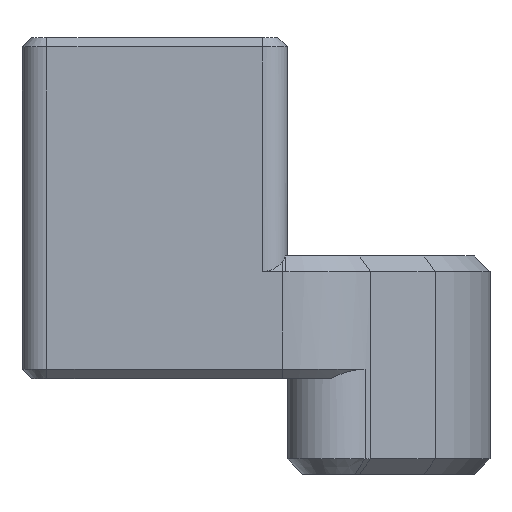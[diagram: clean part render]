
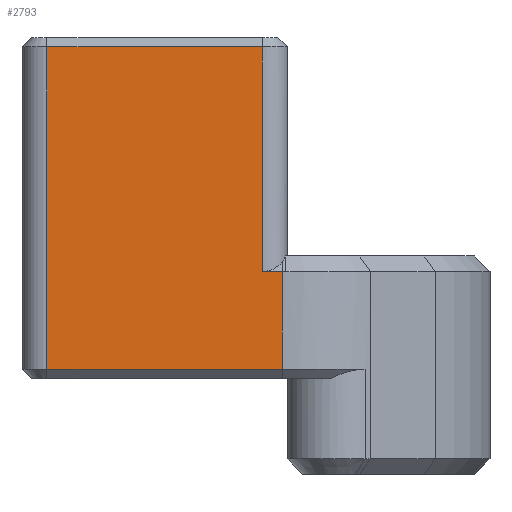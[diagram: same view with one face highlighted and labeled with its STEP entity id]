
A CAD part, left-side view. The second image highlights one B-rep face of the part: STEP entity #2793.
In plain terms, the highlighted planar face has unit normal (-1, 0, 0).
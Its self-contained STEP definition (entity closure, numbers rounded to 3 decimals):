
#314=FACE_OUTER_BOUND('',#492,.T.);
#492=EDGE_LOOP('',(#2091,#2092,#2093,#2094,#2095,#2096));
#670=LINE('',#4347,#940);
#721=LINE('',#4498,#991);
#722=LINE('',#4502,#992);
#723=LINE('',#4504,#993);
#724=LINE('',#4506,#994);
#725=LINE('',#4507,#995);
#940=VECTOR('',#3431,10.);
#991=VECTOR('',#3562,10.);
#992=VECTOR('',#3567,10.);
#993=VECTOR('',#3568,10.);
#994=VECTOR('',#3569,10.);
#995=VECTOR('',#3570,10.);
#1241=VERTEX_POINT('',#4341);
#1242=VERTEX_POINT('',#4345);
#1284=VERTEX_POINT('',#4497);
#1285=VERTEX_POINT('',#4501);
#1286=VERTEX_POINT('',#4503);
#1287=VERTEX_POINT('',#4505);
#1508=EDGE_CURVE('',#1241,#1242,#670,.T.);
#1577=EDGE_CURVE('',#1242,#1284,#721,.T.);
#1579=EDGE_CURVE('',#1241,#1285,#722,.T.);
#1580=EDGE_CURVE('',#1286,#1285,#723,.T.);
#1581=EDGE_CURVE('',#1287,#1286,#724,.T.);
#1582=EDGE_CURVE('',#1284,#1287,#725,.T.);
#2091=ORIENTED_EDGE('',*,*,#1508,.F.);
#2092=ORIENTED_EDGE('',*,*,#1579,.T.);
#2093=ORIENTED_EDGE('',*,*,#1580,.F.);
#2094=ORIENTED_EDGE('',*,*,#1581,.F.);
#2095=ORIENTED_EDGE('',*,*,#1582,.F.);
#2096=ORIENTED_EDGE('',*,*,#1577,.F.);
#2690=PLANE('',#3042);
#2793=ADVANCED_FACE('',(#314),#2690,.T.);
#3042=AXIS2_PLACEMENT_3D('',#4500,#3565,#3566);
#3431=DIRECTION('',(0.,1.,0.));
#3562=DIRECTION('',(0.,0.,1.));
#3565=DIRECTION('center_axis',(-1.,0.,0.));
#3566=DIRECTION('ref_axis',(0.,-1.,0.));
#3567=DIRECTION('',(0.,0.,1.));
#3568=DIRECTION('',(0.,-1.,0.));
#3569=DIRECTION('',(0.,0.,-1.));
#3570=DIRECTION('',(0.,-1.,0.));
#4341=CARTESIAN_POINT('',(-23.6,41.607,5.92));
#4345=CARTESIAN_POINT('',(-23.6,49.15,5.92));
#4347=CARTESIAN_POINT('',(-23.6,44.575,5.92));
#4497=CARTESIAN_POINT('',(-23.6,49.15,16.25));
#4498=CARTESIAN_POINT('',(-23.6,49.15,5.55));
#4500=CARTESIAN_POINT('Origin',(-23.6,49.95,5.55));
#4501=CARTESIAN_POINT('',(-23.6,41.607,9.05));
#4502=CARTESIAN_POINT('',(-23.6,41.607,8.55));
#4503=CARTESIAN_POINT('',(-23.6,42.25,9.05));
#4504=CARTESIAN_POINT('',(-23.6,46.287,9.05));
#4505=CARTESIAN_POINT('',(-23.6,42.25,16.25));
#4506=CARTESIAN_POINT('',(-23.6,42.25,8.05));
#4507=CARTESIAN_POINT('',(-23.6,46.287,16.25));
